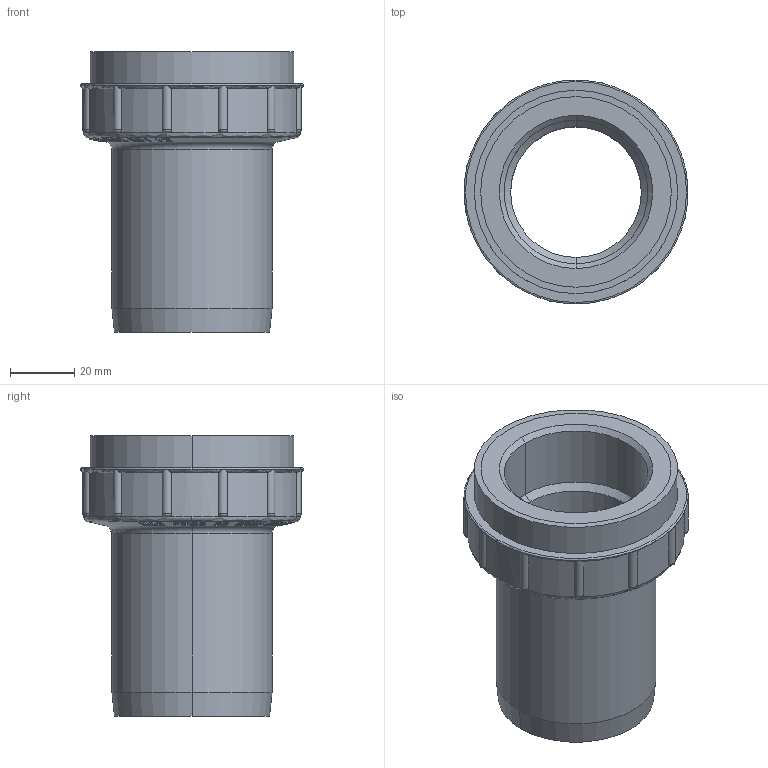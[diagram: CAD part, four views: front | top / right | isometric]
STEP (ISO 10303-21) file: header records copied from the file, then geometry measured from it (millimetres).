
FILE_DESCRIPTION((''),'2;1');
FILE_NAME('F2190500112_ASM','2017-04-18T',('Stefano'),(''),'PRO/ENGINEER BY PARAMETRIC TECHNOLOGY CORPORATION, 2012130','PRO/ENGINEER BY PARAMETRIC TECHNOLOGY CORPORATION, 2012130','');
FILE_SCHEMA(('CONFIG_CONTROL_DESIGN'));
Length unit declared in the file: millimetre
Products named in the file (3): C050200015_AF0; C030200009; F2190500112_ASM
Assembly tree (2 placements, depth 2):
  F2190500112_ASM
    C050200015_AF0
    C030200009
Bounding box: 69.86 x 69.86 x 87.5 mm (x, y, z)
Volume: 92008.2 mm3; surface area: 35444.1 mm2
Topology: 2 solids, 3 shells, 1158 faces, 3254 edges, 2156 vertices
Faces by surface type: plane 953, bspline 117, cylinder 44, cone 26, torus 18
Entity records: 42909 total; most frequent: CARTESIAN_POINT 15429, ORIENTED_EDGE 6505, DIRECTION 4341, EDGE_CURVE 3254, VERTEX_POINT 2156, VECTOR 1963, LINE 1963, EDGE_LOOP 1217
